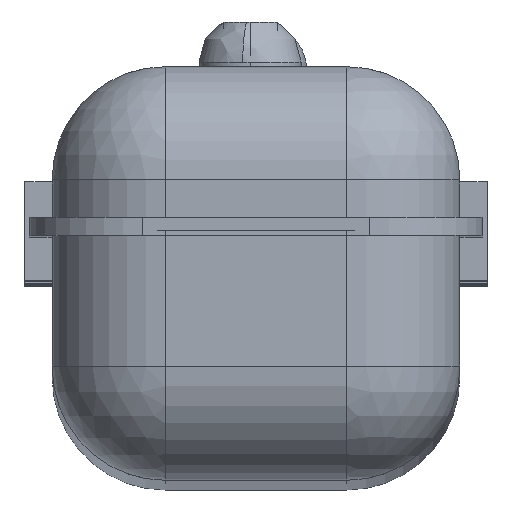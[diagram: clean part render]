
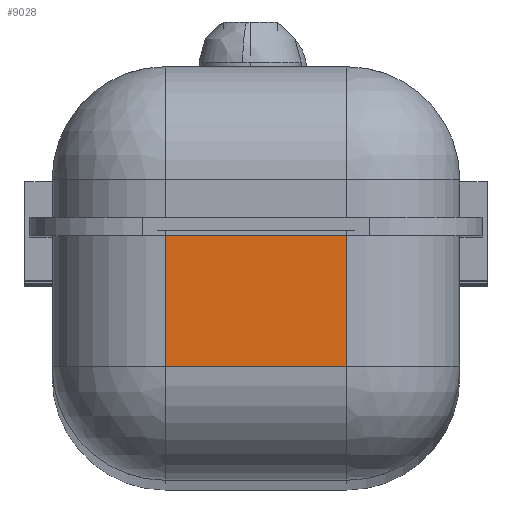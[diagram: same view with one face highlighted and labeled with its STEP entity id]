
A CAD part, top view. The second image highlights one B-rep face of the part: STEP entity #9028.
In plain terms, the highlighted planar face has unit normal (0, 0, 1).
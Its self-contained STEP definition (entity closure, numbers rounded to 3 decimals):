
#48 = CARTESIAN_POINT ( 'NONE',  ( -15.878, 6.565, 0. ) ) ;
#158 = LINE ( 'NONE', #3898, #1941 ) ;
#500 = VECTOR ( 'NONE', #5517, 1000. ) ;
#583 = ORIENTED_EDGE ( 'NONE', *, *, #9082, .T. ) ;
#731 = CARTESIAN_POINT ( 'NONE',  ( 24.122, 36.565, 0. ) ) ;
#1282 = EDGE_LOOP ( 'NONE', ( #1511, #583, #8060, #3432 ) ) ;
#1511 = ORIENTED_EDGE ( 'NONE', *, *, #4688, .T. ) ;
#1941 = VECTOR ( 'NONE', #4743, 1000. ) ;
#2251 = LINE ( 'NONE', #9133, #9187 ) ;
#2531 = LINE ( 'NONE', #7781, #500 ) ;
#3133 = DIRECTION ( 'NONE',  ( 0., 0., 1. ) ) ;
#3432 = ORIENTED_EDGE ( 'NONE', *, *, #5983, .T. ) ;
#3511 = CARTESIAN_POINT ( 'NONE',  ( -15.878, 36.565, 0. ) ) ;
#3574 = EDGE_CURVE ( 'NONE', #6918, #3829, #2531, .T. ) ;
#3829 = VERTEX_POINT ( 'NONE', #3511 ) ;
#3898 = CARTESIAN_POINT ( 'NONE',  ( 24.122, 0., 0. ) ) ;
#4688 = EDGE_CURVE ( 'NONE', #8697, #9190, #2251, .T. ) ;
#4743 = DIRECTION ( 'NONE',  ( 0., 1., 0. ) ) ;
#4915 = CARTESIAN_POINT ( 'NONE',  ( 24.122, 6.565, 0. ) ) ;
#5517 = DIRECTION ( 'NONE',  ( -1., 0., 0. ) ) ;
#5920 = FACE_OUTER_BOUND ( 'NONE', #1282, .T. ) ;
#5983 = EDGE_CURVE ( 'NONE', #3829, #8697, #8424, .T. ) ;
#6414 = VECTOR ( 'NONE', #6628, 1000. ) ;
#6628 = DIRECTION ( 'NONE',  ( 0., -1., 0. ) ) ;
#6918 = VERTEX_POINT ( 'NONE', #731 ) ;
#7681 = PLANE ( 'NONE',  #9473 ) ;
#7714 = CARTESIAN_POINT ( 'NONE',  ( 0., 0., 0. ) ) ;
#7781 = CARTESIAN_POINT ( 'NONE',  ( -40.878, 36.565, 0. ) ) ;
#8060 = ORIENTED_EDGE ( 'NONE', *, *, #3574, .T. ) ;
#8424 = LINE ( 'NONE', #9639, #6414 ) ;
#8470 = DIRECTION ( 'NONE',  ( 1., 0., 0. ) ) ;
#8697 = VERTEX_POINT ( 'NONE', #48 ) ;
#9028 = ADVANCED_FACE ( 'NONE', ( #5920 ), #7681, .T. ) ;
#9082 = EDGE_CURVE ( 'NONE', #9190, #6918, #158, .T. ) ;
#9105 = DIRECTION ( 'NONE',  ( 1., 0., 0. ) ) ;
#9133 = CARTESIAN_POINT ( 'NONE',  ( 0., 6.565, 0. ) ) ;
#9187 = VECTOR ( 'NONE', #9105, 1000. ) ;
#9190 = VERTEX_POINT ( 'NONE', #4915 ) ;
#9473 = AXIS2_PLACEMENT_3D ( 'NONE', #7714, #3133, #8470 ) ;
#9639 = CARTESIAN_POINT ( 'NONE',  ( -15.878, 0., 0. ) ) ;
